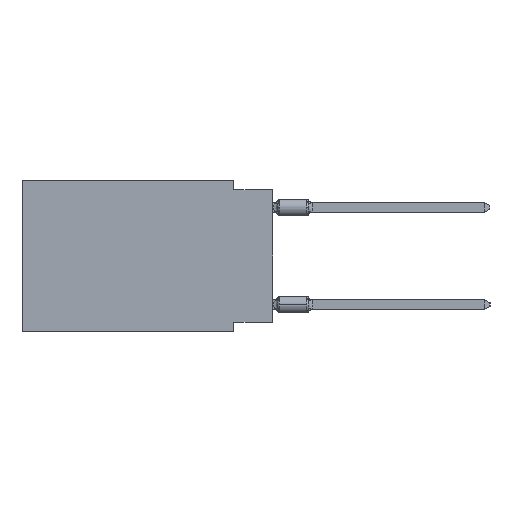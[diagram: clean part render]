
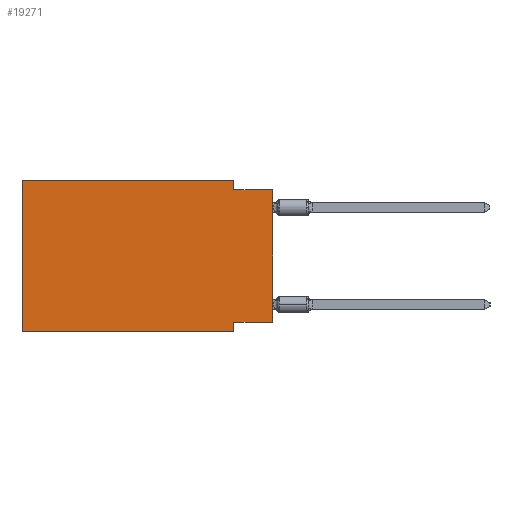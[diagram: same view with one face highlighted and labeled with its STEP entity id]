
A CAD part, left-side view. The second image highlights one B-rep face of the part: STEP entity #19271.
In plain terms, the highlighted planar face has unit normal (-1, 0, 0).
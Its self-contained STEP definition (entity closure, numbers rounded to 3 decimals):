
#597 = VERTEX_POINT ( 'NONE', #8480 ) ;
#686 = EDGE_CURVE ( 'NONE', #22966, #10810, #17500, .T. ) ;
#1766 = EDGE_CURVE ( 'NONE', #24849, #27779, #11062, .T. ) ;
#1823 = ORIENTED_EDGE ( 'NONE', *, *, #15390, .F. ) ;
#1879 = DIRECTION ( 'NONE',  ( 0., 0., -1. ) ) ;
#2010 = CARTESIAN_POINT ( 'NONE',  ( 0., 16.383, 0. ) ) ;
#3948 = FACE_OUTER_BOUND ( 'NONE', #26235, .T. ) ;
#3999 = EDGE_CURVE ( 'NONE', #10810, #597, #16817, .T. ) ;
#5381 = DIRECTION ( 'NONE',  ( 0., 0., -1. ) ) ;
#5718 = ORIENTED_EDGE ( 'NONE', *, *, #22873, .F. ) ;
#5874 = CARTESIAN_POINT ( 'NONE',  ( 0., 16.383, 0. ) ) ;
#6899 = DIRECTION ( 'NONE',  ( 0., -1., 0. ) ) ;
#7067 = VECTOR ( 'NONE', #19928, 1000. ) ;
#7997 = AXIS2_PLACEMENT_3D ( 'NONE', #2010, #24449, #29127 ) ;
#8480 = CARTESIAN_POINT ( 'NONE',  ( 0., 2.54, -0.635 ) ) ;
#8535 = VERTEX_POINT ( 'NONE', #22423 ) ;
#9277 = CARTESIAN_POINT ( 'NONE',  ( 0., 2.54, -9.906 ) ) ;
#9743 = CARTESIAN_POINT ( 'NONE',  ( 0., 2.54, -9.271 ) ) ;
#9847 = CARTESIAN_POINT ( 'NONE',  ( 0., 16.383, 0. ) ) ;
#10525 = ORIENTED_EDGE ( 'NONE', *, *, #22107, .F. ) ;
#10794 = VECTOR ( 'NONE', #29433, 1000. ) ;
#10810 = VERTEX_POINT ( 'NONE', #12751 ) ;
#10849 = VERTEX_POINT ( 'NONE', #9277 ) ;
#11062 = LINE ( 'NONE', #20237, #10794 ) ;
#11823 = VECTOR ( 'NONE', #26372, 1000. ) ;
#12751 = CARTESIAN_POINT ( 'NONE',  ( 0., 2.54, 0. ) ) ;
#14586 = DIRECTION ( 'NONE',  ( 0., 1., 0. ) ) ;
#14751 = CARTESIAN_POINT ( 'NONE',  ( 0., 0., -0.635 ) ) ;
#15197 = LINE ( 'NONE', #22163, #24476 ) ;
#15390 = EDGE_CURVE ( 'NONE', #597, #27779, #16242, .T. ) ;
#15871 = VECTOR ( 'NONE', #6899, 1000. ) ;
#15875 = LINE ( 'NONE', #22952, #27324 ) ;
#16241 = ORIENTED_EDGE ( 'NONE', *, *, #1766, .T. ) ;
#16242 = LINE ( 'NONE', #27415, #15871 ) ;
#16667 = CARTESIAN_POINT ( 'NONE',  ( 0., 0., -9.271 ) ) ;
#16817 = LINE ( 'NONE', #26026, #28679 ) ;
#17151 = DIRECTION ( 'NONE',  ( 0., -1., 0. ) ) ;
#17500 = LINE ( 'NONE', #24596, #7067 ) ;
#17780 = ORIENTED_EDGE ( 'NONE', *, *, #20668, .T. ) ;
#19271 = ADVANCED_FACE ( 'NONE', ( #3948 ), #26707, .F. ) ;
#19577 = LINE ( 'NONE', #5874, #11823 ) ;
#19928 = DIRECTION ( 'NONE',  ( 0., -1., 0. ) ) ;
#20237 = CARTESIAN_POINT ( 'NONE',  ( 0., 0., 0. ) ) ;
#20668 = EDGE_CURVE ( 'NONE', #8535, #10849, #15197, .T. ) ;
#22107 = EDGE_CURVE ( 'NONE', #24849, #27007, #25888, .T. ) ;
#22163 = CARTESIAN_POINT ( 'NONE',  ( 0., 16.383, -9.906 ) ) ;
#22423 = CARTESIAN_POINT ( 'NONE',  ( 0., 16.383, -9.906 ) ) ;
#22873 = EDGE_CURVE ( 'NONE', #27007, #10849, #15875, .T. ) ;
#22952 = CARTESIAN_POINT ( 'NONE',  ( 0., 2.54, -9.906 ) ) ;
#22966 = VERTEX_POINT ( 'NONE', #9847 ) ;
#23512 = ORIENTED_EDGE ( 'NONE', *, *, #686, .F. ) ;
#23636 = ORIENTED_EDGE ( 'NONE', *, *, #25112, .F. ) ;
#23931 = VECTOR ( 'NONE', #14586, 1000. ) ;
#24262 = ORIENTED_EDGE ( 'NONE', *, *, #3999, .F. ) ;
#24449 = DIRECTION ( 'NONE',  ( 1., 0., 0. ) ) ;
#24476 = VECTOR ( 'NONE', #17151, 1000. ) ;
#24596 = CARTESIAN_POINT ( 'NONE',  ( 0., 16.383, 0. ) ) ;
#24849 = VERTEX_POINT ( 'NONE', #29560 ) ;
#25112 = EDGE_CURVE ( 'NONE', #8535, #22966, #19577, .T. ) ;
#25888 = LINE ( 'NONE', #16667, #23931 ) ;
#26026 = CARTESIAN_POINT ( 'NONE',  ( 0., 2.54, 0. ) ) ;
#26235 = EDGE_LOOP ( 'NONE', ( #16241, #1823, #24262, #23512, #23636, #17780, #5718, #10525 ) ) ;
#26372 = DIRECTION ( 'NONE',  ( 0., 0., 1. ) ) ;
#26707 = PLANE ( 'NONE',  #7997 ) ;
#27007 = VERTEX_POINT ( 'NONE', #9743 ) ;
#27324 = VECTOR ( 'NONE', #1879, 1000. ) ;
#27415 = CARTESIAN_POINT ( 'NONE',  ( 0., 0., -0.635 ) ) ;
#27779 = VERTEX_POINT ( 'NONE', #14751 ) ;
#28679 = VECTOR ( 'NONE', #5381, 1000. ) ;
#29127 = DIRECTION ( 'NONE',  ( 0., 0., -1. ) ) ;
#29433 = DIRECTION ( 'NONE',  ( 0., 0., 1. ) ) ;
#29560 = CARTESIAN_POINT ( 'NONE',  ( 0., 0., -9.271 ) ) ;
